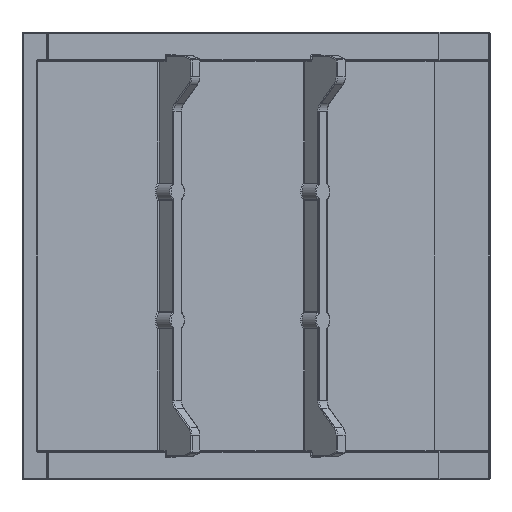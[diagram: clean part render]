
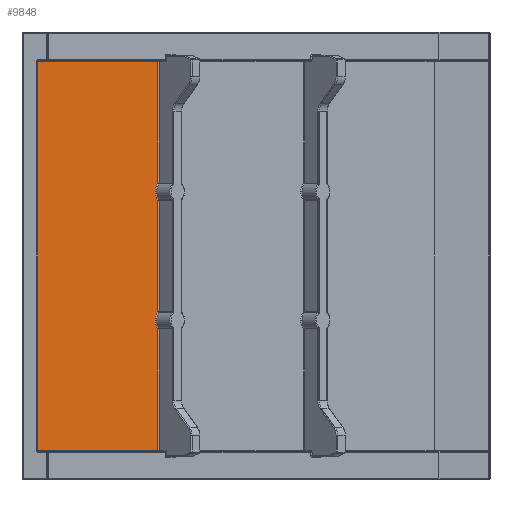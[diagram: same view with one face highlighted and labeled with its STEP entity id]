
A CAD part, left-side view. The second image highlights one B-rep face of the part: STEP entity #9848.
In plain terms, the highlighted planar face has unit normal (-0.707, -0.707, 0).
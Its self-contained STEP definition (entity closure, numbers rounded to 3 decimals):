
#348 = AXIS2_PLACEMENT_3D ( 'NONE', #9554, #9555, #9556 ) ;
#349 = AXIS2_PLACEMENT_3D ( 'NONE', #9558, #9559, #9560 ) ;
#2033 = LINE ( 'NONE', #9527, #2043 ) ;
#2039 = LINE ( 'NONE', #9542, #2041 ) ;
#2041 = VECTOR ( 'NONE', #9544, 1000. ) ;
#2042 = LINE ( 'NONE', #9546, #2045 ) ;
#2043 = VECTOR ( 'NONE', #9545, 1000. ) ;
#2044 = LINE ( 'NONE', #9548, #2047 ) ;
#2045 = VECTOR ( 'NONE', #9547, 1000. ) ;
#2046 = LINE ( 'NONE', #9550, #2049 ) ;
#2047 = VECTOR ( 'NONE', #9549, 1000. ) ;
#2048 = CIRCLE ( 'NONE', #348, 2.2 ) ;
#2049 = VECTOR ( 'NONE', #9551, 1000. ) ;
#2050 = LINE ( 'NONE', #9543, #5369 ) ;
#2052 = CIRCLE ( 'NONE', #349, 2.2 ) ;
#2899 = EDGE_CURVE ( 'NONE', #4783, #4759, #2039, .T. ) ;
#2900 = EDGE_CURVE ( 'NONE', #10012, #4783, #2033, .T. ) ;
#2901 = EDGE_CURVE ( 'NONE', #10019, #10012, #2042, .T. ) ;
#2902 = EDGE_CURVE ( 'NONE', #4842, #10019, #2044, .T. ) ;
#2903 = EDGE_CURVE ( 'NONE', #4847, #4842, #2046, .T. ) ;
#2904 = EDGE_CURVE ( 'NONE', #4837, #4795, #2048, .T. ) ;
#2905 = EDGE_CURVE ( 'NONE', #4767, #4837, #2050, .T. ) ;
#2906 = EDGE_CURVE ( 'NONE', #4759, #4746, #2052, .T. ) ;
#3253 = CARTESIAN_POINT ( 'NONE',  ( 10.887, 1.941, 5.7 ) ) ;
#3260 = CARTESIAN_POINT ( 'NONE',  ( 10.887, 1.941, 81.3 ) ) ;
#4746 = VERTEX_POINT ( 'NONE', #5902 ) ;
#4759 = VERTEX_POINT ( 'NONE', #5900 ) ;
#4767 = VERTEX_POINT ( 'NONE', #5909 ) ;
#4783 = VERTEX_POINT ( 'NONE', #5910 ) ;
#4795 = VERTEX_POINT ( 'NONE', #5917 ) ;
#4837 = VERTEX_POINT ( 'NONE', #5922 ) ;
#4842 = VERTEX_POINT ( 'NONE', #5918 ) ;
#4847 = VERTEX_POINT ( 'NONE', #5923 ) ;
#4918 = EDGE_LOOP ( 'NONE', ( #5695, #5707, #5637, #5651, #5718, #5685, #5722, #5721, #5677, #5691 ) ) ;
#5369 = VECTOR ( 'NONE', #9535, 1000. ) ;
#5637 = ORIENTED_EDGE ( 'NONE', *, *, #2905, .T. ) ;
#5651 = ORIENTED_EDGE ( 'NONE', *, *, #2904, .T. ) ;
#5677 = ORIENTED_EDGE ( 'NONE', *, *, #2900, .T. ) ;
#5685 = ORIENTED_EDGE ( 'NONE', *, *, #2903, .T. ) ;
#5691 = ORIENTED_EDGE ( 'NONE', *, *, #2899, .T. ) ;
#5695 = ORIENTED_EDGE ( 'NONE', *, *, #2906, .T. ) ;
#5707 = ORIENTED_EDGE ( 'NONE', *, *, #10608, .T. ) ;
#5718 = ORIENTED_EDGE ( 'NONE', *, *, #10628, .T. ) ;
#5721 = ORIENTED_EDGE ( 'NONE', *, *, #2901, .T. ) ;
#5722 = ORIENTED_EDGE ( 'NONE', *, *, #2902, .T. ) ;
#5900 = CARTESIAN_POINT ( 'NONE',  ( 34.247, -21.418, 29.345 ) ) ;
#5902 = CARTESIAN_POINT ( 'NONE',  ( 33.716, -20.888, 31. ) ) ;
#5909 = CARTESIAN_POINT ( 'NONE',  ( 34.247, -21.418, 32.655 ) ) ;
#5910 = CARTESIAN_POINT ( 'NONE',  ( 34.247, -21.418, 5.7 ) ) ;
#5917 = CARTESIAN_POINT ( 'NONE',  ( 33.716, -20.888, 56. ) ) ;
#5918 = CARTESIAN_POINT ( 'NONE',  ( 34.247, -21.418, 81.3 ) ) ;
#5922 = CARTESIAN_POINT ( 'NONE',  ( 34.247, -21.418, 54.345 ) ) ;
#5923 = CARTESIAN_POINT ( 'NONE',  ( 34.247, -21.418, 57.655 ) ) ;
#7104 = FACE_OUTER_BOUND ( 'NONE', #4918, .T. ) ;
#7488 = CARTESIAN_POINT ( 'NONE',  ( 88., -75.172, 5.5 ) ) ;
#7495 = PLANE ( 'NONE',  #11110 ) ;
#7497 = DIRECTION ( 'NONE',  ( 0.707, 0.707, 0. ) ) ;
#7498 = DIRECTION ( 'NONE',  ( -0.707, 0.707, 0. ) ) ;
#8199 = CARTESIAN_POINT ( 'NONE',  ( 35.272, -22.444, 31. ) ) ;
#8200 = DIRECTION ( 'NONE',  ( 0.707, 0.707, 0. ) ) ;
#8201 = DIRECTION ( 'NONE',  ( -0.707, 0.707, 0. ) ) ;
#8257 = CARTESIAN_POINT ( 'NONE',  ( 35.272, -22.444, 56. ) ) ;
#8258 = DIRECTION ( 'NONE',  ( 0.707, 0.707, 0. ) ) ;
#8259 = DIRECTION ( 'NONE',  ( -0.707, 0.707, 0. ) ) ;
#9081 = CIRCLE ( 'NONE', #11279, 2.2 ) ;
#9104 = CIRCLE ( 'NONE', #11297, 2.2 ) ;
#9527 = CARTESIAN_POINT ( 'NONE',  ( 88., -75.172, 5.7 ) ) ;
#9535 = DIRECTION ( 'NONE',  ( 0., 0., 1. ) ) ;
#9542 = CARTESIAN_POINT ( 'NONE',  ( 34.247, -21.418, 5.5 ) ) ;
#9543 = CARTESIAN_POINT ( 'NONE',  ( 34.247, -21.418, 5.5 ) ) ;
#9544 = DIRECTION ( 'NONE',  ( 0., 0., 1. ) ) ;
#9545 = DIRECTION ( 'NONE',  ( 0.707, -0.707, 0. ) ) ;
#9546 = CARTESIAN_POINT ( 'NONE',  ( 10.887, 1.941, 5.5 ) ) ;
#9547 = DIRECTION ( 'NONE',  ( 0., 0., -1. ) ) ;
#9548 = CARTESIAN_POINT ( 'NONE',  ( 10.828, 2., 81.3 ) ) ;
#9549 = DIRECTION ( 'NONE',  ( -0.707, 0.707, 0. ) ) ;
#9550 = CARTESIAN_POINT ( 'NONE',  ( 34.247, -21.418, 5.5 ) ) ;
#9551 = DIRECTION ( 'NONE',  ( 0., 0., 1. ) ) ;
#9554 = CARTESIAN_POINT ( 'NONE',  ( 35.272, -22.444, 56. ) ) ;
#9555 = DIRECTION ( 'NONE',  ( 0.707, 0.707, 0. ) ) ;
#9556 = DIRECTION ( 'NONE',  ( -0.707, 0.707, 0. ) ) ;
#9558 = CARTESIAN_POINT ( 'NONE',  ( 35.272, -22.444, 31. ) ) ;
#9559 = DIRECTION ( 'NONE',  ( 0.707, 0.707, 0. ) ) ;
#9560 = DIRECTION ( 'NONE',  ( -0.707, 0.707, 0. ) ) ;
#9848 = ADVANCED_FACE ( 'NONE', ( #7104 ), #7495, .F. ) ;
#10012 = VERTEX_POINT ( 'NONE', #3253 ) ;
#10019 = VERTEX_POINT ( 'NONE', #3260 ) ;
#10608 = EDGE_CURVE ( 'NONE', #4746, #4767, #9081, .T. ) ;
#10628 = EDGE_CURVE ( 'NONE', #4795, #4847, #9104, .T. ) ;
#11110 = AXIS2_PLACEMENT_3D ( 'NONE', #7488, #7497, #7498 ) ;
#11279 = AXIS2_PLACEMENT_3D ( 'NONE', #8199, #8200, #8201 ) ;
#11297 = AXIS2_PLACEMENT_3D ( 'NONE', #8257, #8258, #8259 ) ;
